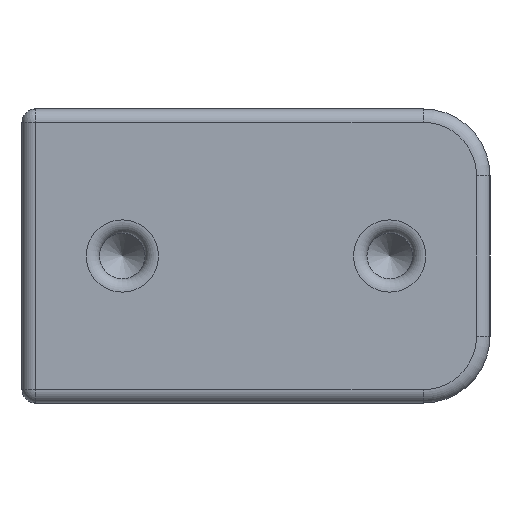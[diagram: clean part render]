
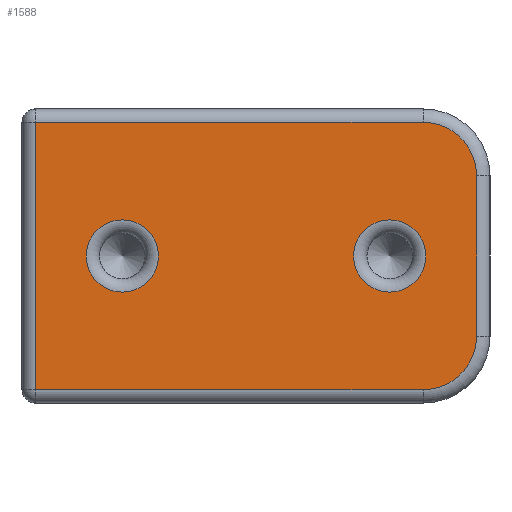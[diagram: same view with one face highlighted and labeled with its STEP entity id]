
A CAD part, left-side view. The second image highlights one B-rep face of the part: STEP entity #1588.
In plain terms, the highlighted planar face has unit normal (-1, 0, 0).
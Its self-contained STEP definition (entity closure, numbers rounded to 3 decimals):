
#100=FACE_BOUND('',#539,.T.);
#101=FACE_BOUND('',#540,.T.);
#109=LINE('',#2407,#254);
#110=LINE('',#2409,#255);
#111=LINE('',#2411,#256);
#112=LINE('',#2415,#257);
#254=VECTOR('',#1898,10.);
#255=VECTOR('',#1899,10.);
#256=VECTOR('',#1900,10.);
#257=VECTOR('',#1903,10.);
#399=PLANE('',#1707);
#437=FACE_OUTER_BOUND('',#538,.T.);
#538=EDGE_LOOP('',(#1104,#1105,#1106,#1107,#1108,#1109));
#539=EDGE_LOOP('',(#1110));
#540=EDGE_LOOP('',(#1111));
#647=CIRCLE('',#1703,2.7);
#651=CIRCLE('',#1708,4.);
#652=CIRCLE('',#1709,4.);
#653=CIRCLE('',#1710,2.7);
#713=VERTEX_POINT('',#2397);
#716=VERTEX_POINT('',#2405);
#717=VERTEX_POINT('',#2406);
#718=VERTEX_POINT('',#2408);
#719=VERTEX_POINT('',#2410);
#720=VERTEX_POINT('',#2412);
#721=VERTEX_POINT('',#2414);
#722=VERTEX_POINT('',#2417);
#859=EDGE_CURVE('',#713,#713,#647,.T.);
#863=EDGE_CURVE('',#716,#717,#109,.T.);
#864=EDGE_CURVE('',#718,#716,#110,.T.);
#865=EDGE_CURVE('',#719,#718,#111,.T.);
#866=EDGE_CURVE('',#720,#719,#651,.T.);
#867=EDGE_CURVE('',#721,#720,#112,.T.);
#868=EDGE_CURVE('',#717,#721,#652,.T.);
#869=EDGE_CURVE('',#722,#722,#653,.T.);
#1104=ORIENTED_EDGE('',*,*,#863,.F.);
#1105=ORIENTED_EDGE('',*,*,#864,.F.);
#1106=ORIENTED_EDGE('',*,*,#865,.F.);
#1107=ORIENTED_EDGE('',*,*,#866,.F.);
#1108=ORIENTED_EDGE('',*,*,#867,.F.);
#1109=ORIENTED_EDGE('',*,*,#868,.F.);
#1110=ORIENTED_EDGE('',*,*,#869,.F.);
#1111=ORIENTED_EDGE('',*,*,#859,.F.);
#1588=ADVANCED_FACE('',(#437,#100,#101),#399,.T.);
#1703=AXIS2_PLACEMENT_3D('',#2398,#1888,#1889);
#1707=AXIS2_PLACEMENT_3D('',#2404,#1896,#1897);
#1708=AXIS2_PLACEMENT_3D('',#2413,#1901,#1902);
#1709=AXIS2_PLACEMENT_3D('',#2416,#1904,#1905);
#1710=AXIS2_PLACEMENT_3D('',#2418,#1906,#1907);
#1888=DIRECTION('center_axis',(-1.,0.,0.));
#1889=DIRECTION('ref_axis',(0.,1.,0.));
#1896=DIRECTION('center_axis',(-1.,0.,0.));
#1897=DIRECTION('ref_axis',(0.,-1.,0.));
#1898=DIRECTION('',(0.,-1.,0.));
#1899=DIRECTION('',(0.,0.,1.));
#1900=DIRECTION('',(0.,1.,0.));
#1901=DIRECTION('center_axis',(1.,0.,0.));
#1902=DIRECTION('ref_axis',(0.,-0.707,-0.707));
#1903=DIRECTION('',(0.,0.,-1.));
#1904=DIRECTION('center_axis',(1.,0.,0.));
#1905=DIRECTION('ref_axis',(0.,-0.707,0.707));
#1906=DIRECTION('center_axis',(-1.,0.,0.));
#1907=DIRECTION('ref_axis',(0.,1.,0.));
#2397=CARTESIAN_POINT('',(0.,27.5,13.7));
#2398=CARTESIAN_POINT('Origin',(0.,27.5,11.));
#2404=CARTESIAN_POINT('Origin',(0.,35.,
0.));
#2405=CARTESIAN_POINT('',(0.,34.,21.));
#2406=CARTESIAN_POINT('',(0.,5.,21.));
#2407=CARTESIAN_POINT('',(0.,26.25,21.));
#2408=CARTESIAN_POINT('',(0.,34.,1.));
#2409=CARTESIAN_POINT('',(0.,34.,0.));
#2410=CARTESIAN_POINT('',(0.,5.,1.));
#2411=CARTESIAN_POINT('',(0.,26.25,1.));
#2412=CARTESIAN_POINT('',(0.,1.,5.));
#2413=CARTESIAN_POINT('Origin',(0.,5.,5.));
#2414=CARTESIAN_POINT('',(0.,1.,17.));
#2415=CARTESIAN_POINT('',(0.,1.,0.));
#2416=CARTESIAN_POINT('Origin',(0.,5.,17.));
#2417=CARTESIAN_POINT('',(0.,7.5,13.7));
#2418=CARTESIAN_POINT('Origin',(0.,7.5,
11.));
